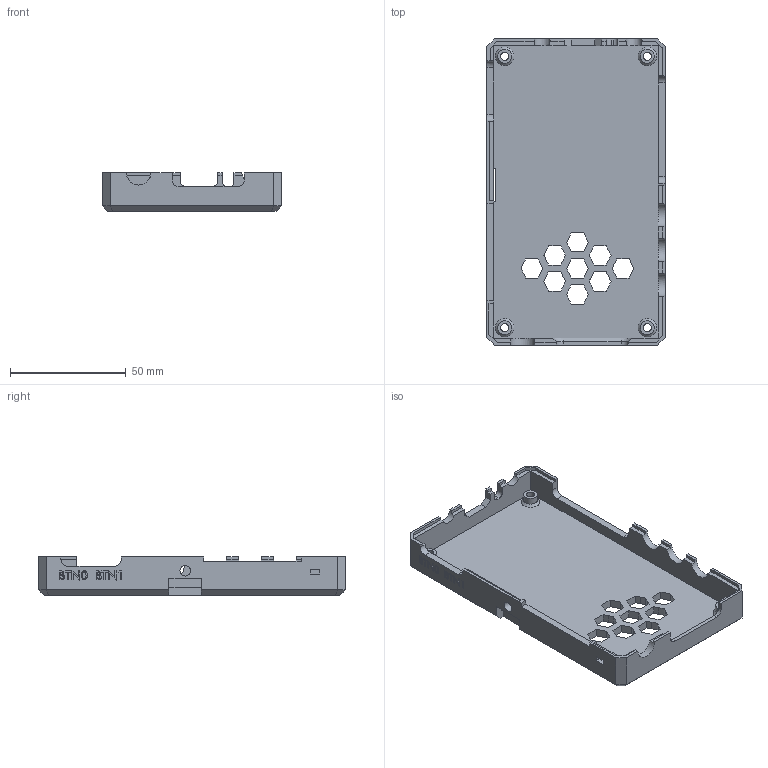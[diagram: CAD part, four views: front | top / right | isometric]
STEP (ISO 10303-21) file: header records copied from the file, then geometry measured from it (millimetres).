
FILE_DESCRIPTION(('FreeCAD Model'),'2;1');
FILE_NAME('Open CASCADE Shape Model','2021-12-01T21:58:32',('Author'),( ''),'Open CASCADE STEP processor 7.5','FreeCAD','Unknown');
FILE_SCHEMA(('AUTOMOTIVE_DESIGN { 1 0 10303 214 1 1 1 1 }'));
Length unit declared in the file: millimetre
Products named in the file (1): Bottom
Bounding box: 77 x 132 x 16.5 mm (x, y, z)
Volume: 43987.7 mm3; surface area: 30063.5 mm2
Topology: 1 solids, 1 shells, 343 faces, 954 edges, 628 vertices
Faces by surface type: plane 240, bspline 66, cylinder 27, cone 10
Full cylindrical faces by diameter (mm): 3.5 x4, 4.5 x1, 6 x4, 6.3 x4
Entity records: 11480 total; most frequent: CARTESIAN_POINT 2992, ORIENTED_EDGE 1908, DIRECTION 1452, EDGE_CURVE 954, LINE 748, VECTOR 748, VERTEX_POINT 628, FACE_BOUND 390
